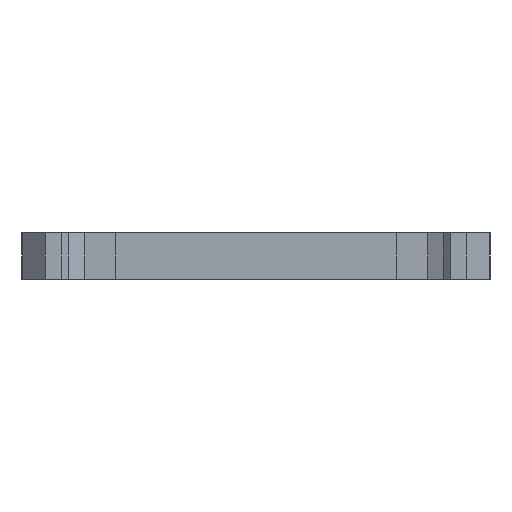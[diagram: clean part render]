
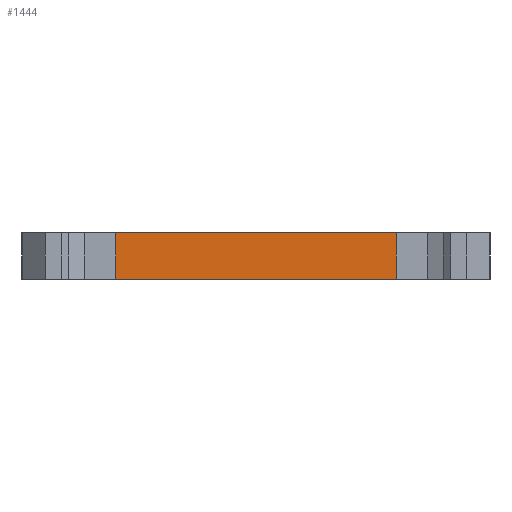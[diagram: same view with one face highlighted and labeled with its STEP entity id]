
A CAD part, front view. The second image highlights one B-rep face of the part: STEP entity #1444.
In plain terms, the highlighted planar face has unit normal (0, -1, 0).
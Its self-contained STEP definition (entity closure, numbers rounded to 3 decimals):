
#13 = VECTOR ( 'NONE', #221, 1000. ) ;
#123 = CARTESIAN_POINT ( 'NONE',  ( 9., -24., -32.5 ) ) ;
#143 = VERTEX_POINT ( 'NONE', #123 ) ;
#179 = DIRECTION ( 'NONE',  ( -1., 0., 0. ) ) ;
#194 = CARTESIAN_POINT ( 'NONE',  ( -9., -24., -32.5 ) ) ;
#221 = DIRECTION ( 'NONE',  ( 0., 0., 1. ) ) ;
#228 = VECTOR ( 'NONE', #617, 1000. ) ;
#262 = LINE ( 'NONE', #1595, #1718 ) ;
#336 = PLANE ( 'NONE',  #701 ) ;
#504 = DIRECTION ( 'NONE',  ( 0., 1., 0. ) ) ;
#598 = CARTESIAN_POINT ( 'NONE',  ( -9., -24., -32.5 ) ) ;
#612 = ORIENTED_EDGE ( 'NONE', *, *, #1415, .F. ) ;
#617 = DIRECTION ( 'NONE',  ( -1., 0., 0. ) ) ;
#618 = LINE ( 'NONE', #1602, #228 ) ;
#634 = CARTESIAN_POINT ( 'NONE',  ( -9., -24., -29.5 ) ) ;
#664 = CARTESIAN_POINT ( 'NONE',  ( 9., -24., -32.5 ) ) ;
#672 = VERTEX_POINT ( 'NONE', #841 ) ;
#701 = AXIS2_PLACEMENT_3D ( 'NONE', #1348, #504, #1489 ) ;
#715 = ORIENTED_EDGE ( 'NONE', *, *, #1460, .T. ) ;
#736 = LINE ( 'NONE', #664, #13 ) ;
#772 = FACE_OUTER_BOUND ( 'NONE', #1266, .T. ) ;
#783 = DIRECTION ( 'NONE',  ( 0., 0., 1. ) ) ;
#841 = CARTESIAN_POINT ( 'NONE',  ( 9., -24., -29.5 ) ) ;
#877 = VECTOR ( 'NONE', #783, 1000. ) ;
#1036 = ORIENTED_EDGE ( 'NONE', *, *, #1365, .F. ) ;
#1152 = VERTEX_POINT ( 'NONE', #634 ) ;
#1250 = LINE ( 'NONE', #194, #877 ) ;
#1266 = EDGE_LOOP ( 'NONE', ( #1361, #612, #1036, #715 ) ) ;
#1288 = VERTEX_POINT ( 'NONE', #598 ) ;
#1329 = EDGE_CURVE ( 'NONE', #672, #1152, #262, .T. ) ;
#1348 = CARTESIAN_POINT ( 'NONE',  ( 0., -24., -32.5 ) ) ;
#1361 = ORIENTED_EDGE ( 'NONE', *, *, #1329, .T. ) ;
#1365 = EDGE_CURVE ( 'NONE', #143, #1288, #618, .T. ) ;
#1415 = EDGE_CURVE ( 'NONE', #1288, #1152, #1250, .T. ) ;
#1444 = ADVANCED_FACE ( 'NONE', ( #772 ), #336, .F. ) ;
#1460 = EDGE_CURVE ( 'NONE', #143, #672, #736, .T. ) ;
#1489 = DIRECTION ( 'NONE',  ( 0., 0., 1. ) ) ;
#1595 = CARTESIAN_POINT ( 'NONE',  ( 0., -24., -29.5 ) ) ;
#1602 = CARTESIAN_POINT ( 'NONE',  ( 0., -24., -32.5 ) ) ;
#1718 = VECTOR ( 'NONE', #179, 1000. ) ;
